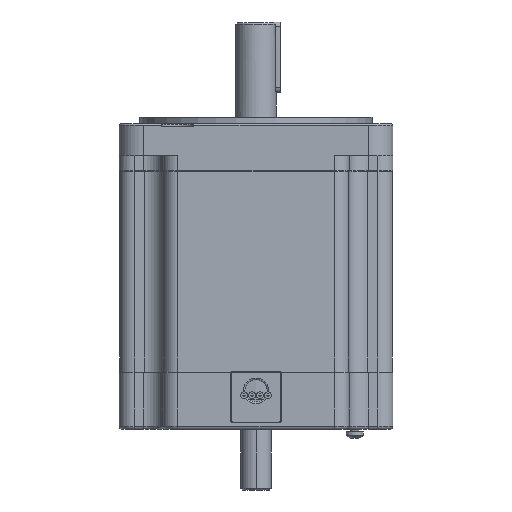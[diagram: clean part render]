
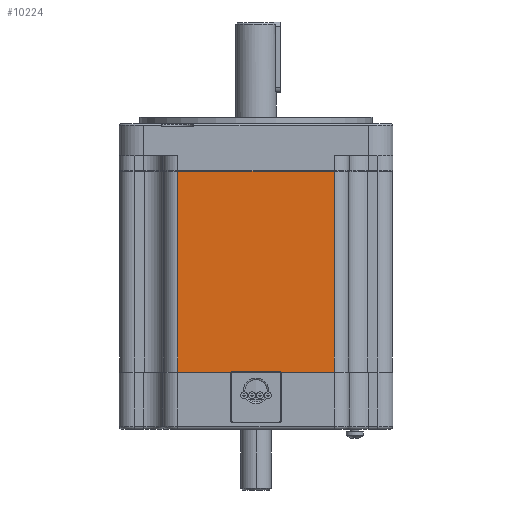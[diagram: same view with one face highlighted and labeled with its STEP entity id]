
A CAD part, front view. The second image highlights one B-rep face of the part: STEP entity #10224.
In plain terms, the highlighted planar face has unit normal (0, -1, 0).
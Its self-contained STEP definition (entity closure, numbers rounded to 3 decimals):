
#76=DIRECTION('',(1.,0.,0.));
#77=VECTOR('',#76,49.1);
#78=CARTESIAN_POINT('',(-24.55,-43.,0.));
#79=LINE('',#78,#77);
#1203=DIRECTION('',(1.,0.,0.));
#1204=VECTOR('',#1203,49.1);
#1205=CARTESIAN_POINT('',(-24.55,-43.,63.));
#1206=LINE('',#1205,#1204);
#2365=DIRECTION('',(0.,0.,1.));
#2366=VECTOR('',#2365,63.);
#2367=CARTESIAN_POINT('',(24.55,-43.,0.));
#2368=LINE('',#2367,#2366);
#2369=DIRECTION('',(0.,0.,1.));
#2370=VECTOR('',#2369,63.);
#2371=CARTESIAN_POINT('',(-24.55,-43.,0.));
#2372=LINE('',#2371,#2370);
#6335=CARTESIAN_POINT('',(-24.55,-43.,0.));
#6336=CARTESIAN_POINT('',(24.55,-43.,0.));
#6337=VERTEX_POINT('',#6335);
#6338=VERTEX_POINT('',#6336);
#6347=CARTESIAN_POINT('',(-24.55,-43.,63.));
#6348=CARTESIAN_POINT('',(24.55,-43.,63.));
#6349=VERTEX_POINT('',#6347);
#6350=VERTEX_POINT('',#6348);
#10212=CARTESIAN_POINT('',(-24.55,-43.,0.));
#10213=DIRECTION('',(0.,-1.,0.));
#10214=DIRECTION('',(1.,0.,0.));
#10215=AXIS2_PLACEMENT_3D('',#10212,#10213,#10214);
#10216=PLANE('',#10215);
#10217=ORIENTED_EDGE('',*,*,#8280,.F.);
#10219=ORIENTED_EDGE('',*,*,#10218,.T.);
#10220=ORIENTED_EDGE('',*,*,#9231,.T.);
#10221=ORIENTED_EDGE('',*,*,#10205,.F.);
#10222=EDGE_LOOP('',(#10217,#10219,#10220,#10221));
#10223=FACE_OUTER_BOUND('',#10222,.F.);
#10224=ADVANCED_FACE('',(#10223),#10216,.T.);
#8280=EDGE_CURVE('',#6337,#6338,#79,.T.);
#9231=EDGE_CURVE('',#6349,#6350,#1206,.T.);
#10205=EDGE_CURVE('',#6338,#6350,#2368,.T.);
#10218=EDGE_CURVE('',#6337,#6349,#2372,.T.);
